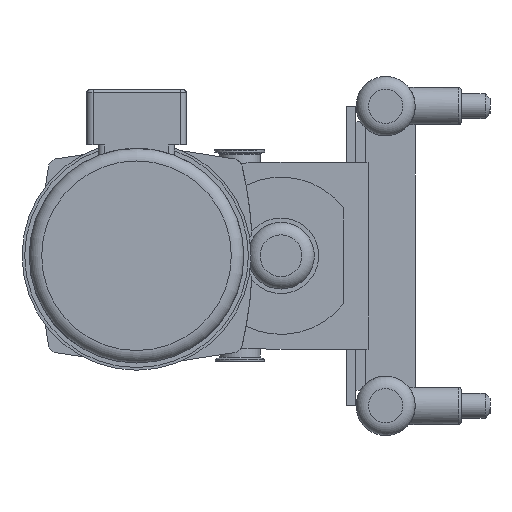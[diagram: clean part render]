
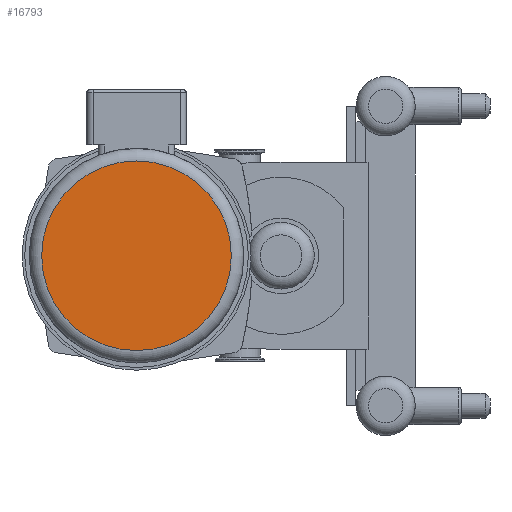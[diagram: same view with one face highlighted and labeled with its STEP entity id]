
A CAD part, left-side view. The second image highlights one B-rep face of the part: STEP entity #16793.
In plain terms, the highlighted planar face has unit normal (-1, 0, 0).
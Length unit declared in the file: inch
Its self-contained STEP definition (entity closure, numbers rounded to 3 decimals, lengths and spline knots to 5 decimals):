
#844=PLANE('',#17847);
#4304=FACE_OUTER_BOUND('',#5314,.T.);
#5314=EDGE_LOOP('',(#12090,#12091));
#6316=CIRCLE('',#17840,3.798);
#6317=CIRCLE('',#17841,3.798);
#7389=VERTEX_POINT('',#25892);
#7390=VERTEX_POINT('',#25894);
#9168=EDGE_CURVE('',#7389,#7390,#6316,.T.);
#9169=EDGE_CURVE('',#7390,#7389,#6317,.T.);
#12090=ORIENTED_EDGE('',*,*,#9169,.F.);
#12091=ORIENTED_EDGE('',*,*,#9168,.F.);
#16793=ADVANCED_FACE('',(#4304),#844,.T.);
#17840=AXIS2_PLACEMENT_3D('',#25895,#20091,#20092);
#17841=AXIS2_PLACEMENT_3D('',#25896,#20093,#20094);
#17847=AXIS2_PLACEMENT_3D('',#25928,#20106,#20107);
#20091=DIRECTION('center_axis',(1.,0.,0.));
#20092=DIRECTION('ref_axis',(0.,0.,
1.));
#20093=DIRECTION('center_axis',(1.,0.,0.));
#20094=DIRECTION('ref_axis',(0.,0.,
1.));
#20106=DIRECTION('center_axis',(-1.,0.,0.));
#20107=DIRECTION('ref_axis',(0.,1.,0.));
#25892=CARTESIAN_POINT('',(-38.507,7.935,0.));
#25894=CARTESIAN_POINT('',(-38.507,4.137,-3.798));
#25895=CARTESIAN_POINT('Origin',(-38.507,4.137,0.));
#25896=CARTESIAN_POINT('Origin',(-38.507,4.137,0.));
#25928=CARTESIAN_POINT('Origin',(-38.507,4.137,-4.298));
